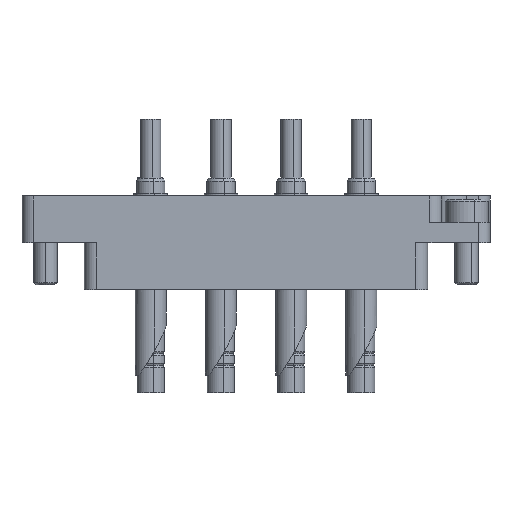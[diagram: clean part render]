
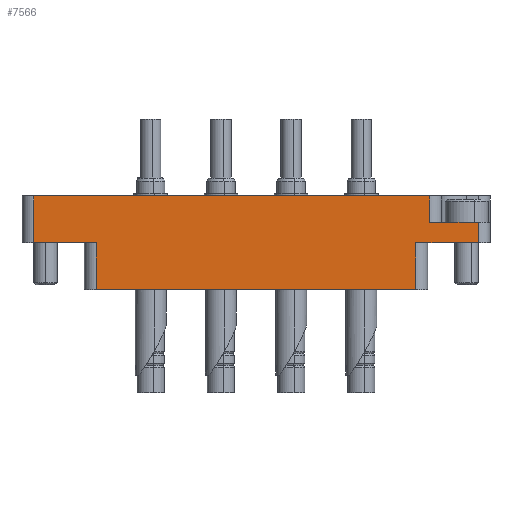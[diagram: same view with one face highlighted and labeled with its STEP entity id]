
A CAD part, left-side view. The second image highlights one B-rep face of the part: STEP entity #7566.
In plain terms, the highlighted face is planar.
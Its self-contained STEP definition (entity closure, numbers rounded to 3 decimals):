
#232 = VECTOR ( 'NONE', #2300, 1000. ) ;
#363 = LINE ( 'NONE', #4214, #10972 ) ;
#484 = CARTESIAN_POINT ( 'NONE',  ( 28.5, 2.6, 14.35 ) ) ;
#590 = EDGE_CURVE ( 'NONE', #5312, #5224, #9868, .T. ) ;
#613 = LINE ( 'NONE', #7901, #9795 ) ;
#748 = CARTESIAN_POINT ( 'NONE',  ( -20.5, 0., 14.35 ) ) ;
#780 = VERTEX_POINT ( 'NONE', #10445 ) ;
#1135 = LINE ( 'NONE', #4638, #1374 ) ;
#1313 = DIRECTION ( 'NONE',  ( -1., 0., 0. ) ) ;
#1374 = VECTOR ( 'NONE', #6468, 1000. ) ;
#1511 = VERTEX_POINT ( 'NONE', #484 ) ;
#1636 = CARTESIAN_POINT ( 'NONE',  ( 20.5, -6., 14.35 ) ) ;
#1692 = LINE ( 'NONE', #3590, #3429 ) ;
#1715 = CARTESIAN_POINT ( 'NONE',  ( 22.25, 0., 14.35 ) ) ;
#1843 = VERTEX_POINT ( 'NONE', #2582 ) ;
#1900 = VERTEX_POINT ( 'NONE', #4257 ) ;
#2136 = EDGE_CURVE ( 'NONE', #1900, #5224, #1692, .T. ) ;
#2300 = DIRECTION ( 'NONE',  ( 1., 0., 0. ) ) ;
#2306 = CARTESIAN_POINT ( 'NONE',  ( 20.5, 0., 14.35 ) ) ;
#2314 = EDGE_CURVE ( 'NONE', #1843, #3298, #8328, .T. ) ;
#2518 = PLANE ( 'NONE',  #2553 ) ;
#2553 = AXIS2_PLACEMENT_3D ( 'NONE', #7924, #3598, #10859 ) ;
#2582 = CARTESIAN_POINT ( 'NONE',  ( -20.5, 0., 14.35 ) ) ;
#2715 = DIRECTION ( 'NONE',  ( 0., 1., 0. ) ) ;
#2995 = CARTESIAN_POINT ( 'NONE',  ( 22.25, 6., 14.35 ) ) ;
#3221 = VERTEX_POINT ( 'NONE', #7364 ) ;
#3243 = LINE ( 'NONE', #5147, #232 ) ;
#3298 = VERTEX_POINT ( 'NONE', #9146 ) ;
#3395 = EDGE_CURVE ( 'NONE', #9060, #780, #9568, .T. ) ;
#3429 = VECTOR ( 'NONE', #5125, 1000. ) ;
#3590 = CARTESIAN_POINT ( 'NONE',  ( -30., 6., 14.35 ) ) ;
#3598 = DIRECTION ( 'NONE',  ( 0., 0., -1. ) ) ;
#3856 = VECTOR ( 'NONE', #1313, 1000. ) ;
#3941 = EDGE_CURVE ( 'NONE', #1843, #7854, #8897, .T. ) ;
#3984 = CARTESIAN_POINT ( 'NONE',  ( 30., 0., 14.35 ) ) ;
#4157 = DIRECTION ( 'NONE',  ( 0., -1., 0. ) ) ;
#4214 = CARTESIAN_POINT ( 'NONE',  ( -28.5, 0., 14.35 ) ) ;
#4255 = DIRECTION ( 'NONE',  ( 0., -1., 0. ) ) ;
#4257 = CARTESIAN_POINT ( 'NONE',  ( -28.5, 6., 14.35 ) ) ;
#4370 = FACE_OUTER_BOUND ( 'NONE', #10563, .T. ) ;
#4475 = ORIENTED_EDGE ( 'NONE', *, *, #8067, .F. ) ;
#4536 = ORIENTED_EDGE ( 'NONE', *, *, #10984, .T. ) ;
#4638 = CARTESIAN_POINT ( 'NONE',  ( 28.5, 2.6, 14.35 ) ) ;
#4712 = ORIENTED_EDGE ( 'NONE', *, *, #10094, .F. ) ;
#4757 = ORIENTED_EDGE ( 'NONE', *, *, #3941, .T. ) ;
#4866 = LINE ( 'NONE', #3984, #3856 ) ;
#5125 = DIRECTION ( 'NONE',  ( 1., 0., 0. ) ) ;
#5147 = CARTESIAN_POINT ( 'NONE',  ( 30., 2.6, 14.35 ) ) ;
#5224 = VERTEX_POINT ( 'NONE', #2995 ) ;
#5312 = VERTEX_POINT ( 'NONE', #5793 ) ;
#5653 = ORIENTED_EDGE ( 'NONE', *, *, #3395, .T. ) ;
#5793 = CARTESIAN_POINT ( 'NONE',  ( 22.25, 2.6, 14.35 ) ) ;
#5921 = ORIENTED_EDGE ( 'NONE', *, *, #590, .T. ) ;
#5985 = DIRECTION ( 'NONE',  ( 0., 1., 0. ) ) ;
#6468 = DIRECTION ( 'NONE',  ( 0., 1., 0. ) ) ;
#6815 = ORIENTED_EDGE ( 'NONE', *, *, #2136, .F. ) ;
#6894 = EDGE_CURVE ( 'NONE', #3221, #1511, #1135, .T. ) ;
#7101 = EDGE_CURVE ( 'NONE', #5312, #1511, #3243, .T. ) ;
#7316 = DIRECTION ( 'NONE',  ( -1., 0., 0. ) ) ;
#7364 = CARTESIAN_POINT ( 'NONE',  ( 28.5, 0., 14.35 ) ) ;
#7566 = ADVANCED_FACE ( 'NONE', ( #4370 ), #2518, .F. ) ;
#7854 = VERTEX_POINT ( 'NONE', #10108 ) ;
#7901 = CARTESIAN_POINT ( 'NONE',  ( -22., -6., 14.35 ) ) ;
#7924 = CARTESIAN_POINT ( 'NONE',  ( -30., 0., 14.35 ) ) ;
#8067 = EDGE_CURVE ( 'NONE', #9060, #7854, #613, .T. ) ;
#8328 = LINE ( 'NONE', #10960, #10466 ) ;
#8622 = ORIENTED_EDGE ( 'NONE', *, *, #6894, .T. ) ;
#8848 = ORIENTED_EDGE ( 'NONE', *, *, #7101, .F. ) ;
#8897 = LINE ( 'NONE', #748, #10219 ) ;
#9060 = VERTEX_POINT ( 'NONE', #1636 ) ;
#9146 = CARTESIAN_POINT ( 'NONE',  ( -28.5, 0., 14.35 ) ) ;
#9188 = VECTOR ( 'NONE', #2715, 1000. ) ;
#9568 = LINE ( 'NONE', #2306, #11352 ) ;
#9795 = VECTOR ( 'NONE', #11564, 1000. ) ;
#9868 = LINE ( 'NONE', #1715, #9188 ) ;
#10094 = EDGE_CURVE ( 'NONE', #3221, #780, #4866, .T. ) ;
#10108 = CARTESIAN_POINT ( 'NONE',  ( -20.5, -6., 14.35 ) ) ;
#10219 = VECTOR ( 'NONE', #4255, 1000. ) ;
#10445 = CARTESIAN_POINT ( 'NONE',  ( 20.5, 0., 14.35 ) ) ;
#10466 = VECTOR ( 'NONE', #7316, 1000. ) ;
#10563 = EDGE_LOOP ( 'NONE', ( #4475, #5653, #4712, #8622, #8848, #5921, #6815, #4536, #10962, #4757 ) ) ;
#10859 = DIRECTION ( 'NONE',  ( -1., 0., 0. ) ) ;
#10960 = CARTESIAN_POINT ( 'NONE',  ( 30., 0., 14.35 ) ) ;
#10962 = ORIENTED_EDGE ( 'NONE', *, *, #2314, .F. ) ;
#10972 = VECTOR ( 'NONE', #4157, 1000. ) ;
#10984 = EDGE_CURVE ( 'NONE', #1900, #3298, #363, .T. ) ;
#11352 = VECTOR ( 'NONE', #5985, 1000. ) ;
#11564 = DIRECTION ( 'NONE',  ( -1., 0., 0. ) ) ;
